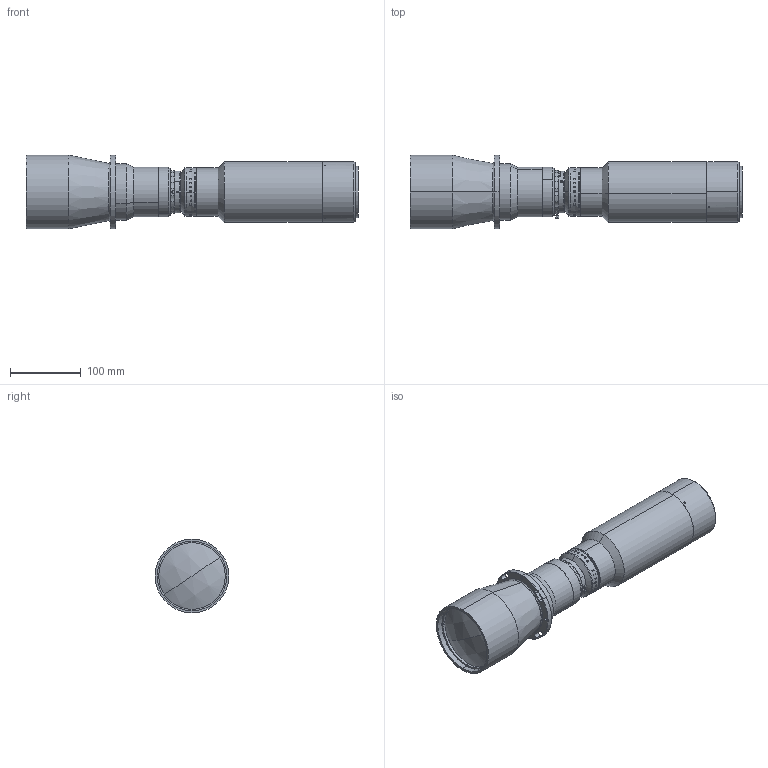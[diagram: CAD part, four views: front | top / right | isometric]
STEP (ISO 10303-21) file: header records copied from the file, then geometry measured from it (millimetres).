
FILE_DESCRIPTION (( 'STEP AP203' ), '1' );
FILE_NAME ('XF-PTL08057-M72-11.48-VI.STEP', '2019-06-13T06:32:03', ( 'canrill005' ), ( '' ), 'SwSTEP 2.0', 'SolidWorks 2014', '' );
FILE_SCHEMA (( 'CONFIG_CONTROL_DESIGN' ));
Length unit declared in the file: millimetre
Products named in the file (2): XF-PTL08057-M72-11.48-VI
Bounding box: 468.15 x 104 x 104 mm (x, y, z)
Surface area: 170694.9 mm2 (no closed solid volume)
Topology: 0 solids, 78 shells, 265 faces, 1857 edges, 1647 vertices
Faces by surface type: cylinder 183, cone 38, plane 37, torus 4, sphere 2, bspline 1
Entity records: 30459 total; most frequent: CARTESIAN_POINT 17382, DIRECTION 2473, ORIENTED_EDGE 2273, EDGE_CURVE 1857, VERTEX_POINT 1647, AXIS2_PLACEMENT_3D 971, CIRCLE 705, B_SPLINE_CURVE_WITH_KNOTS 621
